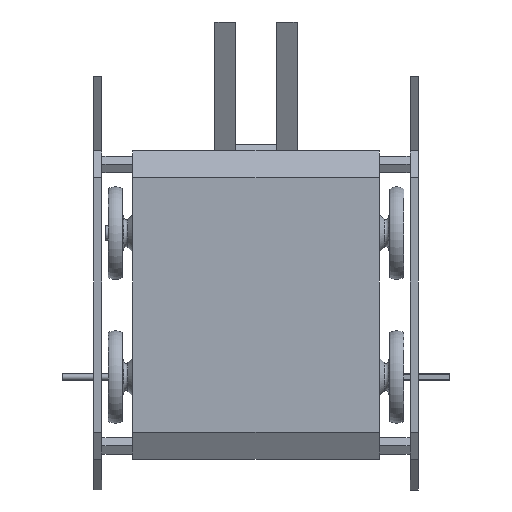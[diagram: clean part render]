
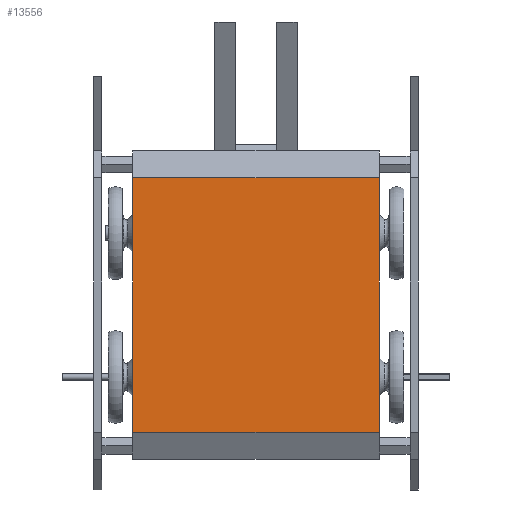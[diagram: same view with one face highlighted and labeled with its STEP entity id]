
A CAD part, front view. The second image highlights one B-rep face of the part: STEP entity #13556.
In plain terms, the highlighted planar face has unit normal (0, -1, 0).
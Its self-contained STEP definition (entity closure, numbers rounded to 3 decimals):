
#1400=FACE_OUTER_BOUND('',#2133,.T.);
#2133=EDGE_LOOP('',(#9827,#9828,#9829,#9830));
#3158=LINE('',#20558,#4607);
#3170=LINE('',#20581,#4619);
#3171=LINE('',#20584,#4620);
#3172=LINE('',#20585,#4621);
#4607=VECTOR('',#16615,10.);
#4619=VECTOR('',#16637,10.);
#4620=VECTOR('',#16640,10.);
#4621=VECTOR('',#16641,10.);
#6015=VERTEX_POINT('',#20555);
#6016=VERTEX_POINT('',#20557);
#6022=VERTEX_POINT('',#20579);
#6023=VERTEX_POINT('',#20583);
#7469=EDGE_CURVE('',#6015,#6016,#3158,.T.);
#7481=EDGE_CURVE('',#6015,#6022,#3170,.T.);
#7482=EDGE_CURVE('',#6023,#6022,#3171,.T.);
#7483=EDGE_CURVE('',#6016,#6023,#3172,.T.);
#9827=ORIENTED_EDGE('',*,*,#7481,.T.);
#9828=ORIENTED_EDGE('',*,*,#7482,.F.);
#9829=ORIENTED_EDGE('',*,*,#7483,.F.);
#9830=ORIENTED_EDGE('',*,*,#7469,.F.);
#12993=PLANE('',#14836);
#13556=ADVANCED_FACE('',(#1400),#12993,.T.);
#14836=AXIS2_PLACEMENT_3D('',#20582,#16638,#16639);
#16615=DIRECTION('',(0.,0.,1.));
#16637=DIRECTION('',(1.,0.,0.));
#16638=DIRECTION('center_axis',(0.,-1.,0.));
#16639=DIRECTION('ref_axis',(0.,0.,-1.));
#16640=DIRECTION('',(0.,0.,-1.));
#16641=DIRECTION('',(1.,0.,0.));
#20555=CARTESIAN_POINT('',(-60.,-15.,-62.01));
#20557=CARTESIAN_POINT('',(-60.,-15.,62.01));
#20558=CARTESIAN_POINT('',(-60.,-15.,75.));
#20579=CARTESIAN_POINT('',(60.,-15.,-62.01));
#20581=CARTESIAN_POINT('',(0.,-15.,-62.01));
#20582=CARTESIAN_POINT('Origin',(0.,-15.,62.01));
#20583=CARTESIAN_POINT('',(60.,-15.,62.01));
#20584=CARTESIAN_POINT('',(60.,-15.,75.));
#20585=CARTESIAN_POINT('',(0.,-15.,62.01));
